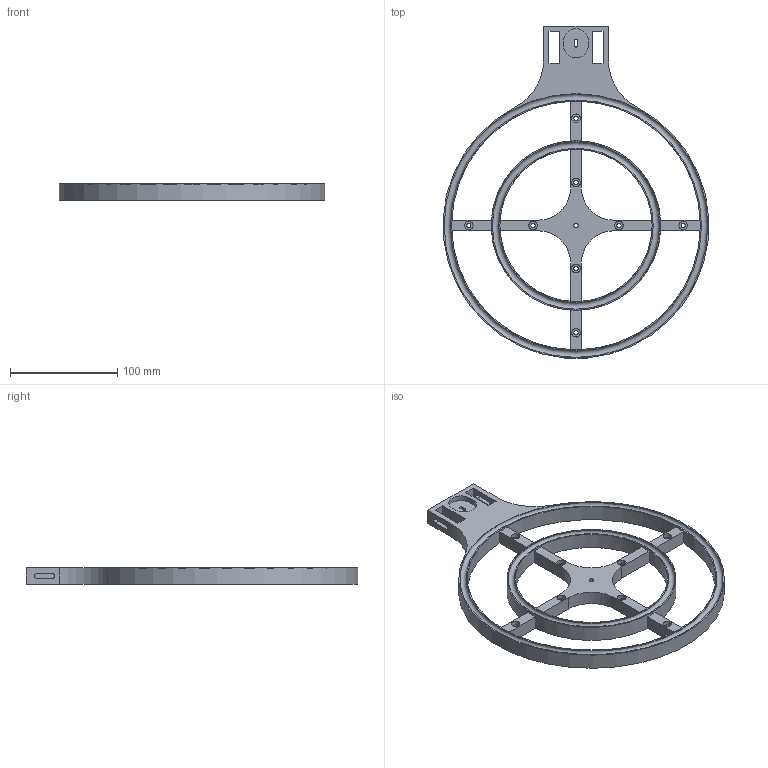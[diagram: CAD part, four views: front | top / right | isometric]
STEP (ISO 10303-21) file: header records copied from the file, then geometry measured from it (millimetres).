
FILE_DESCRIPTION(/* description */ (''),/* implementation_level */ '2;1');
FILE_NAME(/* name */ 'Rotation Base_v6.step',/* time_stamp */ '2023-12-13T12:04:30-06:00',/* author */ (''),/* organization */ (''),/* preprocessor_version */ 'ST-DEVELOPER v20',/* originating_system */ 'Autodesk Translation Framework v12.14.0.127',/* authorisation */ '');
FILE_SCHEMA (('AUTOMOTIVE_DESIGN { 1 0 10303 214 3 1 1 }'));
Length unit declared in the file: millimetre
Products named in the file (1): Rotation Base
Bounding box: 247.54 x 309.54 x 15 mm (x, y, z)
Volume: 238038.4 mm3; surface area: 94072.2 mm2
Topology: 1 solids, 1 shells, 107 faces, 292 edges, 194 vertices
Faces by surface type: plane 64, cylinder 39, cone 2, torus 2
Full cylindrical faces by diameter (mm): 4 x9, 8 x8, 142 x1, 158 x1, 232 x1, 233.967 x1, 245.967 x1
Entity records: 3541 total; most frequent: DIRECTION 618, CARTESIAN_POINT 594, ORIENTED_EDGE 584, EDGE_CURVE 292, AXIS2_PLACEMENT_3D 218, VERTEX_POINT 194, LINE 182, VECTOR 182
